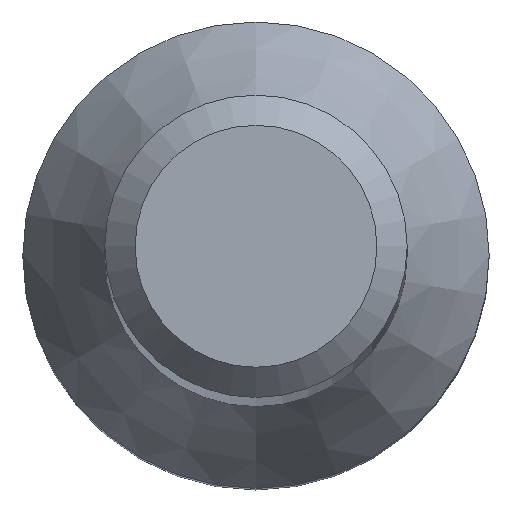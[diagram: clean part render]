
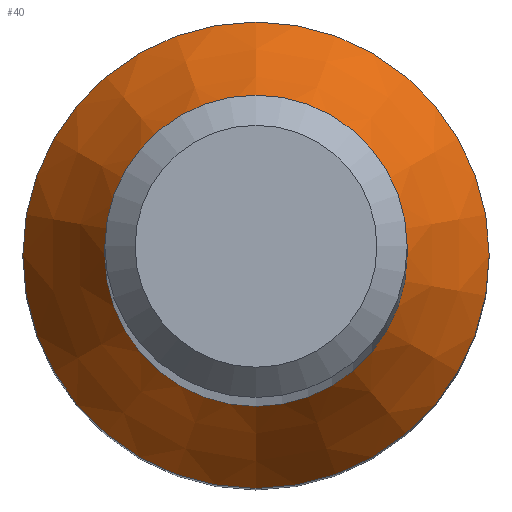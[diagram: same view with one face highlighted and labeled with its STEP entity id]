
A CAD part, top view. The second image highlights one B-rep face of the part: STEP entity #40.
In plain terms, the highlighted conical face has half-angle 30 degrees and reference radius 3.085 mm.
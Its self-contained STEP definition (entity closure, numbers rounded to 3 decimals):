
#1 = VERTEX_POINT ( 'NONE', #186 ) ;
#2 = CIRCLE ( 'NONE', #21, 2. ) ;
#7 = FACE_BOUND ( 'NONE', #102, .T. ) ;
#14 = EDGE_LOOP ( 'NONE', ( #135 ) ) ;
#21 = AXIS2_PLACEMENT_3D ( 'NONE', #230, #77, #57 ) ;
#24 = DIRECTION ( 'NONE',  ( 0., 1., 0. ) ) ;
#29 = ORIENTED_EDGE ( 'NONE', *, *, #97, .T. ) ;
#40 = ADVANCED_FACE ( 'NONE', ( #7, #176 ), #227, .T. ) ;
#57 = DIRECTION ( 'NONE',  ( 0., 1., 0. ) ) ;
#61 = DIRECTION ( 'NONE',  ( 0., 1., 0. ) ) ;
#72 = AXIS2_PLACEMENT_3D ( 'NONE', #193, #139, #24 ) ;
#76 = EDGE_CURVE ( 'NONE', #116, #116, #98, .T. ) ;
#77 = DIRECTION ( 'NONE',  ( 0., 0., -1. ) ) ;
#97 = EDGE_CURVE ( 'NONE', #1, #1, #2, .T. ) ;
#98 = CIRCLE ( 'NONE', #132, 3.085 ) ;
#102 = EDGE_LOOP ( 'NONE', ( #29 ) ) ;
#116 = VERTEX_POINT ( 'NONE', #210 ) ;
#132 = AXIS2_PLACEMENT_3D ( 'NONE', #142, #163, #61 ) ;
#135 = ORIENTED_EDGE ( 'NONE', *, *, #76, .F. ) ;
#139 = DIRECTION ( 'NONE',  ( 0., 0., -1. ) ) ;
#142 = CARTESIAN_POINT ( 'NONE',  ( 0., 0., 12.113 ) ) ;
#163 = DIRECTION ( 'NONE',  ( 0., 0., -1. ) ) ;
#176 = FACE_OUTER_BOUND ( 'NONE', #14, .T. ) ;
#186 = CARTESIAN_POINT ( 'NONE',  ( 0., 2., 13.992 ) ) ;
#193 = CARTESIAN_POINT ( 'NONE',  ( 0., 0., 12.113 ) ) ;
#210 = CARTESIAN_POINT ( 'NONE',  ( 0., 3.085, 12.113 ) ) ;
#227 = CONICAL_SURFACE ( 'NONE', #72, 3.085, 0.524 ) ;
#230 = CARTESIAN_POINT ( 'NONE',  ( 0., 0., 13.992 ) ) ;
